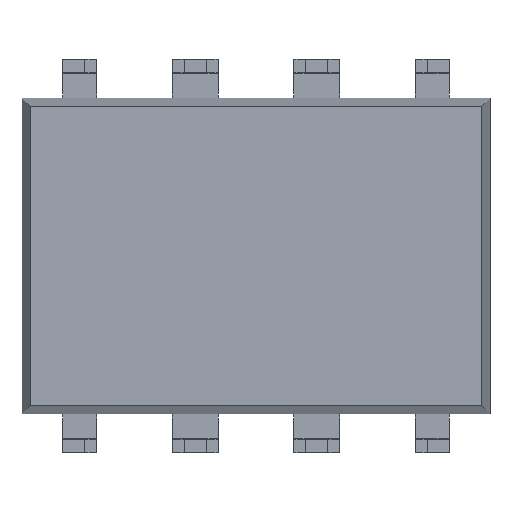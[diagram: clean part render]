
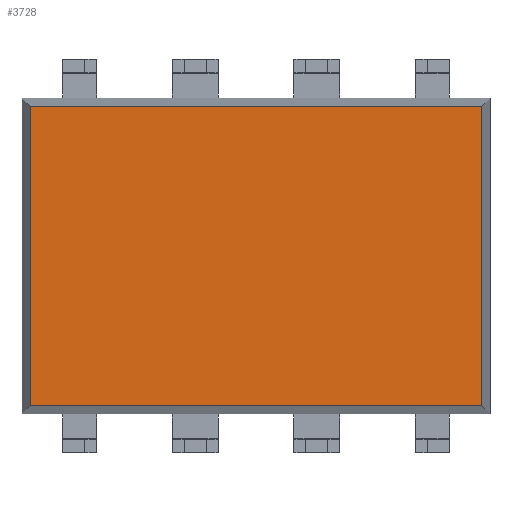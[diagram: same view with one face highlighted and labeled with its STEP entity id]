
A CAD part, front view. The second image highlights one B-rep face of the part: STEP entity #3728.
In plain terms, the highlighted planar face has unit normal (0, -1, 0).
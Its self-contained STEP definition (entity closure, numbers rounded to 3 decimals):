
#3689 = CARTESIAN_POINT ( 'NONE',  ( -4.714, 0.38, 3.124 ) ) ;
#3690 = VERTEX_POINT ( 'NONE', #3689 ) ;
#3691 = CARTESIAN_POINT ( 'NONE',  ( -4.714, 0.38, -3.124 ) ) ;
#3692 = VERTEX_POINT ( 'NONE', #3691 ) ;
#3693 = CARTESIAN_POINT ( 'NONE',  ( -4.714, 0.38, -3.3 ) ) ;
#3694 = DIRECTION ( 'NONE',  ( 0., 0., -1. ) ) ;
#3695 = VECTOR ( 'NONE', #3694, 1000. ) ;
#3696 = LINE ( 'NONE', #3693, #3695 ) ;
#3697 = EDGE_CURVE ( 'NONE', #3690, #3692, #3696, .T. ) ;
#3698 = ORIENTED_EDGE ( 'NONE', *, *, #3697, .T. ) ;
#3699 = CARTESIAN_POINT ( 'NONE',  ( 4.714, 0.38, -3.124 ) ) ;
#3700 = VERTEX_POINT ( 'NONE', #3699 ) ;
#3701 = CARTESIAN_POINT ( 'NONE',  ( 4.89, 0.38, -3.124 ) ) ;
#3702 = DIRECTION ( 'NONE',  ( 1., 0., 0. ) ) ;
#3703 = VECTOR ( 'NONE', #3702, 1000. ) ;
#3704 = LINE ( 'NONE', #3701, #3703 ) ;
#3705 = EDGE_CURVE ( 'NONE', #3692, #3700, #3704, .T. ) ;
#3706 = ORIENTED_EDGE ( 'NONE', *, *, #3705, .T. ) ;
#3707 = CARTESIAN_POINT ( 'NONE',  ( 4.714, 0.38, 3.124 ) ) ;
#3708 = VERTEX_POINT ( 'NONE', #3707 ) ;
#3709 = CARTESIAN_POINT ( 'NONE',  ( 4.714, 0.38, 3.3 ) ) ;
#3710 = DIRECTION ( 'NONE',  ( 0., 0., 1. ) ) ;
#3711 = VECTOR ( 'NONE', #3710, 1000. ) ;
#3712 = LINE ( 'NONE', #3709, #3711 ) ;
#3713 = EDGE_CURVE ( 'NONE', #3700, #3708, #3712, .T. ) ;
#3714 = ORIENTED_EDGE ( 'NONE', *, *, #3713, .T. ) ;
#3715 = CARTESIAN_POINT ( 'NONE',  ( -4.89, 0.38, 3.124 ) ) ;
#3716 = DIRECTION ( 'NONE',  ( -1., 0., 0. ) ) ;
#3717 = VECTOR ( 'NONE', #3716, 1000. ) ;
#3718 = LINE ( 'NONE', #3715, #3717 ) ;
#3719 = EDGE_CURVE ( 'NONE', #3708, #3690, #3718, .T. ) ;
#3720 = ORIENTED_EDGE ( 'NONE', *, *, #3719, .T. ) ;
#3721 = EDGE_LOOP ( 'NONE', ( #3698, #3706, #3714, #3720 ) ) ;
#3722 = FACE_OUTER_BOUND ( 'NONE', #3721, .T. ) ;
#3723 = CARTESIAN_POINT ( 'NONE',  ( 4.89, 0.38, -3.3 ) ) ;
#3724 = DIRECTION ( 'NONE',  ( 0., -1., 0. ) ) ;
#3725 = DIRECTION ( 'NONE',  ( 0., 0., -1. ) ) ;
#3726 = AXIS2_PLACEMENT_3D ( 'NONE', #3723, #3724, #3725 ) ;
#3727 = PLANE ( 'NONE', #3726 ) ;
#3728 = ADVANCED_FACE ( 'NONE', ( #3722 ), #3727, .T. ) ;
